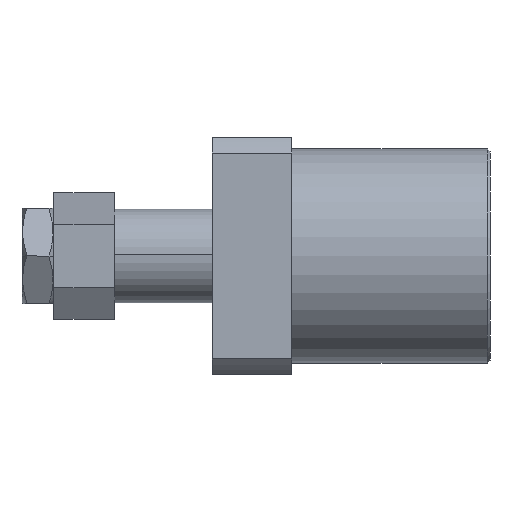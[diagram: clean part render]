
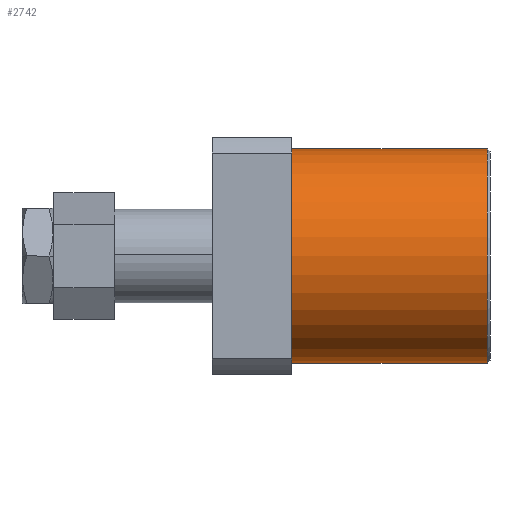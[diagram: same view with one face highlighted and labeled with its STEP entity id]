
A CAD part, left-side view. The second image highlights one B-rep face of the part: STEP entity #2742.
In plain terms, the highlighted cylindrical face has radius 40.5 mm (diameter 81 mm), a partial arc.
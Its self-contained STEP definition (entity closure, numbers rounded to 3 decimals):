
#96 = ORIENTED_EDGE ( 'NONE', *, *, #3772, .F. ) ;
#129 = ORIENTED_EDGE ( 'NONE', *, *, #3770, .T. ) ;
#168 = ORIENTED_EDGE ( 'NONE', *, *, #4379, .T. ) ;
#177 = EDGE_LOOP ( 'NONE', ( #96, #168, #129, #196 ) ) ;
#196 = ORIENTED_EDGE ( 'NONE', *, *, #3744, .F. ) ;
#364 = DIRECTION ( 'NONE',  ( 0., 0., 1. ) ) ;
#583 = CARTESIAN_POINT ( 'NONE',  ( 0., -74., 40.5 ) ) ;
#634 = CARTESIAN_POINT ( 'NONE',  ( 0., 0., -40.5 ) ) ;
#646 = CARTESIAN_POINT ( 'NONE',  ( 0., -74., -40.5 ) ) ;
#650 = CARTESIAN_POINT ( 'NONE',  ( 0., 0., 40.5 ) ) ;
#773 = CYLINDRICAL_SURFACE ( 'NONE', #3831, 40.5 ) ;
#780 = FACE_OUTER_BOUND ( 'NONE', #177, .T. ) ;
#942 = VERTEX_POINT ( 'NONE', #583 ) ;
#1033 = VERTEX_POINT ( 'NONE', #634 ) ;
#1045 = VERTEX_POINT ( 'NONE', #646 ) ;
#1049 = VERTEX_POINT ( 'NONE', #650 ) ;
#1579 = CARTESIAN_POINT ( 'NONE',  ( 0., -74., 0. ) ) ;
#1580 = DIRECTION ( 'NONE',  ( 0., 1., 0. ) ) ;
#1581 = DIRECTION ( 'NONE',  ( 0., 0., 1. ) ) ;
#1934 = CIRCLE ( 'NONE', #2955, 40.5 ) ;
#2199 = VECTOR ( 'NONE', #3418, 1000. ) ;
#2201 = LINE ( 'NONE', #3423, #2199 ) ;
#2202 = VECTOR ( 'NONE', #3424, 1000. ) ;
#2205 = LINE ( 'NONE', #3422, #2202 ) ;
#2496 = DIRECTION ( 'NONE',  ( 0., 0., 1. ) ) ;
#2498 = DIRECTION ( 'NONE',  ( 0., 1., 0. ) ) ;
#2500 = CARTESIAN_POINT ( 'NONE',  ( 0., -75., 0. ) ) ;
#2742 = ADVANCED_FACE ( 'NONE', ( #780 ), #773, .T. ) ;
#2847 = AXIS2_PLACEMENT_3D ( 'NONE', #3220, #3221, #364 ) ;
#2955 = AXIS2_PLACEMENT_3D ( 'NONE', #1579, #1580, #1581 ) ;
#3220 = CARTESIAN_POINT ( 'NONE',  ( 0., 0., 0. ) ) ;
#3221 = DIRECTION ( 'NONE',  ( 0., 1., 0. ) ) ;
#3418 = DIRECTION ( 'NONE',  ( 0., 1., 0. ) ) ;
#3422 = CARTESIAN_POINT ( 'NONE',  ( 0., -75., 40.5 ) ) ;
#3423 = CARTESIAN_POINT ( 'NONE',  ( 0., -75., -40.5 ) ) ;
#3424 = DIRECTION ( 'NONE',  ( 0., 1., 0. ) ) ;
#3744 = EDGE_CURVE ( 'NONE', #1033, #1049, #4709, .T. ) ;
#3770 = EDGE_CURVE ( 'NONE', #942, #1049, #2205, .T. ) ;
#3772 = EDGE_CURVE ( 'NONE', #1045, #1033, #2201, .T. ) ;
#3831 = AXIS2_PLACEMENT_3D ( 'NONE', #2500, #2498, #2496 ) ;
#4379 = EDGE_CURVE ( 'NONE', #1045, #942, #1934, .T. ) ;
#4709 = CIRCLE ( 'NONE', #2847, 40.5 ) ;
